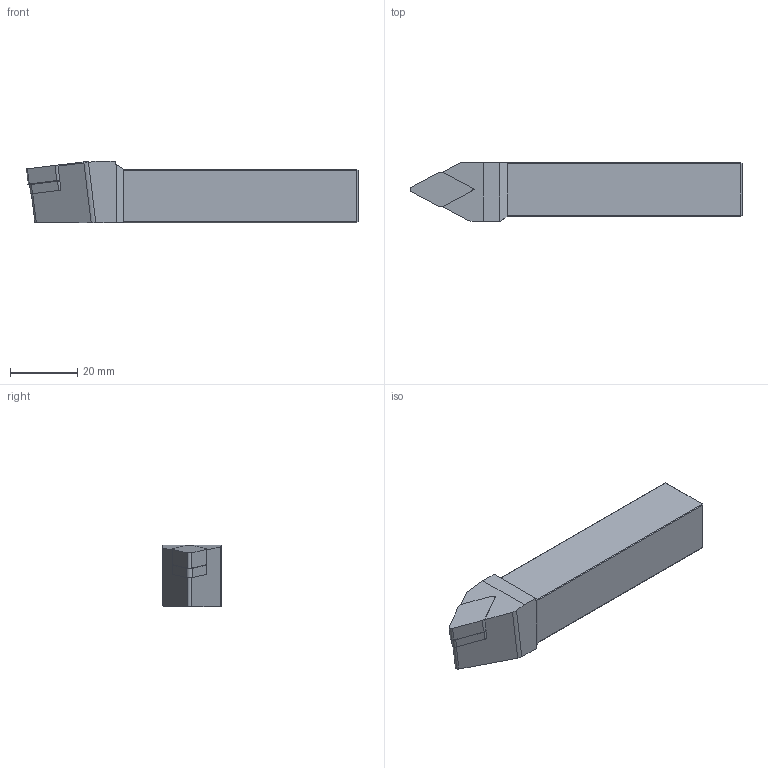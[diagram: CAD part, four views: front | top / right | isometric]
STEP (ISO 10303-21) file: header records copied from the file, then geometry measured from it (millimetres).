
FILE_DESCRIPTION(/* description */ (''),/* implementation_level */ '2;1');
FILE_NAME(/* name */ 'PDNNN-1616-H11.stp',/* time_stamp */ '2023-10-02T11:40:21+03:00',/* author */ (''),/* organization */ (''),/* preprocessor_version */ 'ST-DEVELOPER v19.4',/* originating_system */ 'SIEMENS PLM Software NX2306.3001',/* authorisation */ '');
FILE_SCHEMA (('AUTOMOTIVE_DESIGN { 1 0 10303 214 3 1 1 1 }'));
Length unit declared in the file: millimetre
Products named in the file (1): PDNNN-1616-H11
Bounding box: 99.07 x 17.5 x 18.5 mm (x, y, z)
Volume: 24089.6 mm3; surface area: 6884.8 mm2
Topology: 2 solids, 2 shells, 50 faces, 124 edges, 78 vertices
Faces by surface type: plane 40, cylinder 10
Entity records: 1558 total; most frequent: CARTESIAN_POINT 253, ORIENTED_EDGE 248, DIRECTION 248, EDGE_CURVE 124, LINE 102, VECTOR 102, VERTEX_POINT 78, AXIS2_PLACEMENT_3D 73
